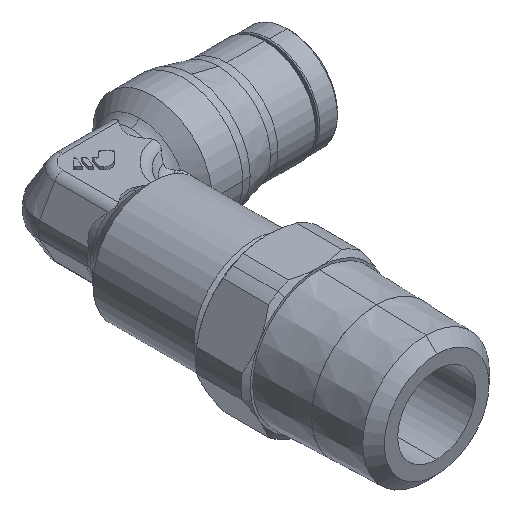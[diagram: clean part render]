
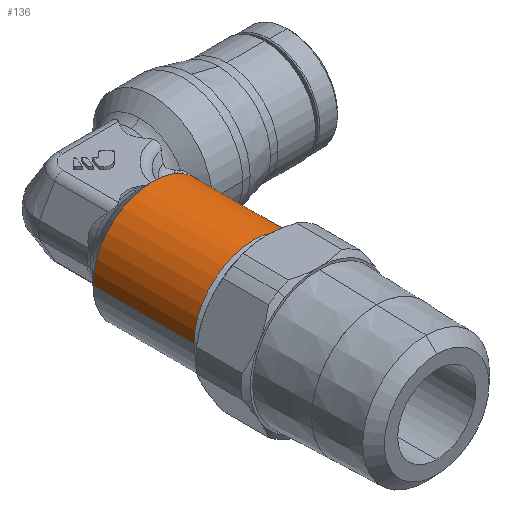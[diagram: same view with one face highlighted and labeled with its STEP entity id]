
A CAD part, isometric view. The second image highlights one B-rep face of the part: STEP entity #136.
In plain terms, the highlighted cylindrical face has radius 6.05 mm (diameter 12.1 mm), a partial arc.
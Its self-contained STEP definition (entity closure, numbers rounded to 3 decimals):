
#136=ADVANCED_FACE('',(#394),#395,.T.);
#394=FACE_OUTER_BOUND('',#732,.T.);
#395=CYLINDRICAL_SURFACE('',#733,6.05);
#732=EDGE_LOOP('',(#1607,#1608,#1609,#1610));
#733=AXIS2_PLACEMENT_3D('',#1611,#1612,#1613);
#1607=ORIENTED_EDGE('',*,*,#2325,.T.);
#1608=ORIENTED_EDGE('',*,*,#2226,.T.);
#1609=ORIENTED_EDGE('',*,*,#2326,.T.);
#1610=ORIENTED_EDGE('',*,*,#2467,.T.);
#1611=CARTESIAN_POINT('',(0.,-9.1,0.));
#1612=DIRECTION('',(0.,-1.0,0.));
#1613=DIRECTION('',(-1.0,0.,0.));
#2226=EDGE_CURVE('',#2672,#2674,#2676,.T.);
#2325=EDGE_CURVE('',#2849,#2672,#2858,.T.);
#2326=EDGE_CURVE('',#2674,#2855,#2859,.T.);
#2467=EDGE_CURVE('',#2855,#2849,#3083,.T.);
#2672=VERTEX_POINT('',#3415);
#2674=VERTEX_POINT('',#3418);
#2676=CIRCLE('',#3421,6.05);
#2849=VERTEX_POINT('',#3824);
#2855=VERTEX_POINT('',#3857);
#2858=LINE('',#3861,#3862);
#2859=LINE('',#3863,#3864);
#3083=CIRCLE('',#4315,6.05);
#3415=CARTESIAN_POINT('',(-6.05,-17.8,0.));
#3418=CARTESIAN_POINT('',(6.05,-17.8,0.));
#3421=AXIS2_PLACEMENT_3D('',#4854,#4855,#4856);
#3824=CARTESIAN_POINT('',(-6.05,-7.55,0.));
#3857=CARTESIAN_POINT('',(6.05,-7.55,0.));
#3861=CARTESIAN_POINT('',(-6.05,-9.1,0.));
#3862=VECTOR('',#5024,1.0);
#3863=CARTESIAN_POINT('',(6.05,-9.1,0.));
#3864=VECTOR('',#5025,1.0);
#4315=AXIS2_PLACEMENT_3D('',#5257,#5258,#5259);
#4854=CARTESIAN_POINT('',(0.,-17.8,0.));
#4855=DIRECTION('',(0.,1.0,0.));
#4856=DIRECTION('',(-1.0,0.,0.));
#5024=DIRECTION('',(0.,-1.0,0.));
#5025=DIRECTION('',(0.,1.0,0.));
#5257=CARTESIAN_POINT('',(0.,-7.55,0.));
#5258=DIRECTION('',(0.,-1.0,0.));
#5259=DIRECTION('',(-1.0,0.,0.));
